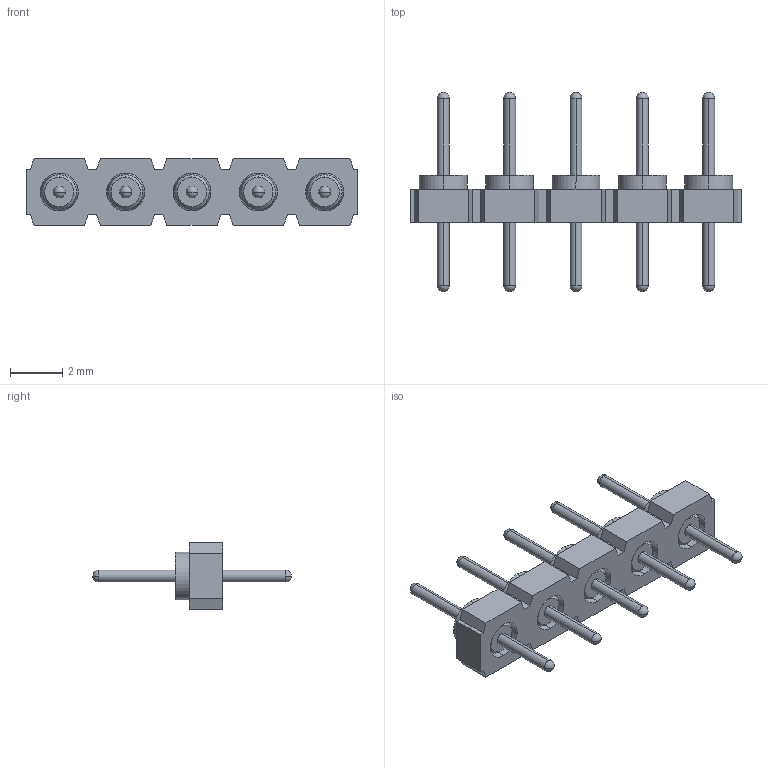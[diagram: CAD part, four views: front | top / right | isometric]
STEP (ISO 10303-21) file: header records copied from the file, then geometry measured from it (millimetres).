
FILE_DESCRIPTION (( 'STEP AP214' ), '1' );
FILE_NAME ('mill-max-335-10-105-00-160000.STEP', '2022-11-01T03:59:42', ( '' ), ( '' ), 'SwSTEP 2.0', 'SolidWorks 2022', '' );
FILE_SCHEMA (( 'AUTOMOTIVE_DESIGN' ));
Length unit declared in the file: inch
Products named in the file (3): P3XX-11-012-00-000000_P305-11-012-00-000000; mill-max-335-10-105-00-160000; 3516_3516-0-00-15-00-00-03-0
Assembly tree (6 placements, depth 2):
  mill-max-335-10-105-00-160000
    P3XX-11-012-00-000000_P305-11-012-00-000000
    3516_3516-0-00-15-00-00-03-0  x5
Bounding box: 12.7 x 7.62 x 2.54 mm (x, y, z)
Volume: 48.5 mm3; surface area: 223.1 mm2
Topology: 6 solids, 6 shells, 166 faces, 412 edges, 258 vertices
Faces by surface type: plane 66, cylinder 60, cone 20, sphere 20
Entity records: 2604 total; most frequent: DIRECTION 434, CARTESIAN_POINT 433, ORIENTED_EDGE 416, EDGE_CURVE 208, LINE 156, VECTOR 156, AXIS2_PLACEMENT_3D 139, VERTEX_POINT 138
